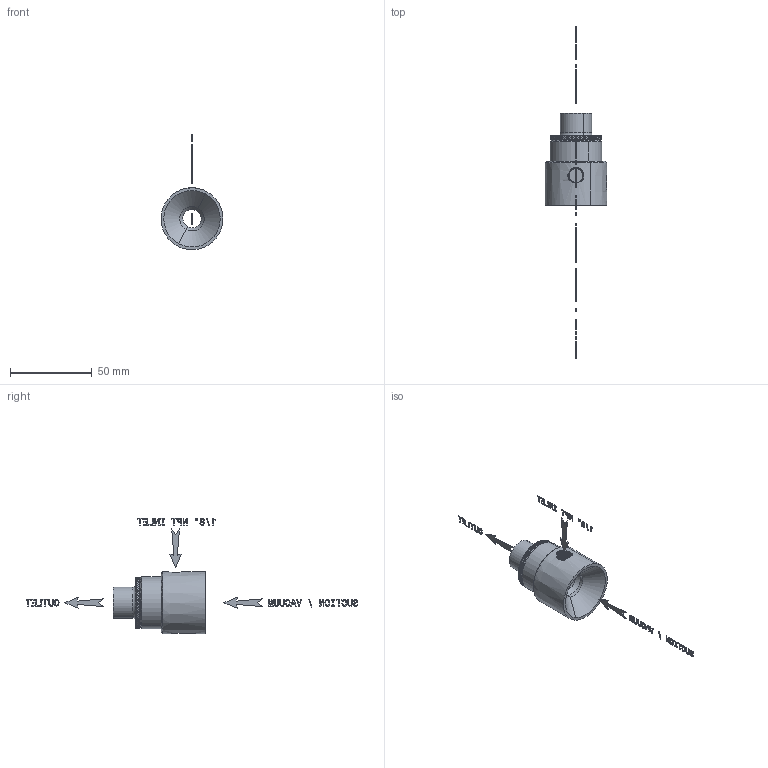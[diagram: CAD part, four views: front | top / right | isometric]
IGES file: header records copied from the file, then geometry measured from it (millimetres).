
Start section: START RECORD GO HERE.
Global section: file name: 40000_Ol.igs; native system: DASSAULT SYSTEMES CATIA V5 R20 - www.3ds.com; preprocessor: CATIA Version 5 Release 20 ; author: Administrator; organization: comp-PC; date: 20161015.140509; units: millimetre
Bounding box: 37.99 x 203.55 x 70.8 mm (x, y, z)
Surface area: 11307.7 mm2 (no closed solid volume)
Topology: 0 solids, 0 shells, 2736 faces, 13618 edges, 13619 vertices
Faces by surface type: bspline 991, plane 909, revolution 836
